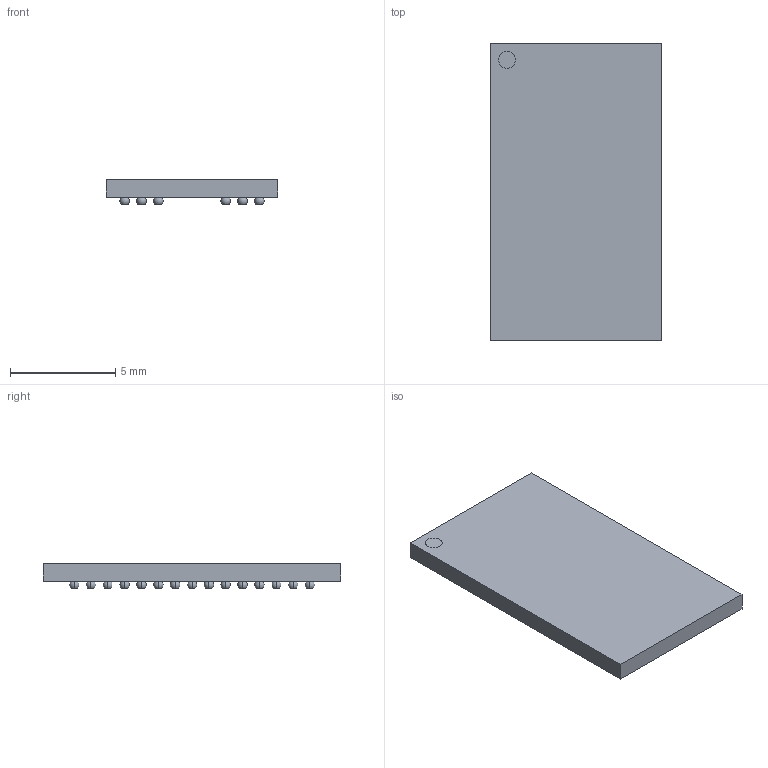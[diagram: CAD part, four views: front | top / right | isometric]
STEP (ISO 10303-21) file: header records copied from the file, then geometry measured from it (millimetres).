
FILE_DESCRIPTION((''),'2;1');
FILE_NAME('BGA84C80P9X15_1400X800X120.stp','2009-07-09T16:00:16',(''),(''),'Mechanical Desktop 2006','Mechanical Desktop 2006',', , ');
FILE_SCHEMA(('AUTOMOTIVE_DESIGN { 1 2 10303 214 0 1 1 1 }'));
Length unit declared in the file: millimetre
Products named in the file (1): Product
Bounding box: 8.15 x 14.15 x 1.2 mm (x, y, z)
Volume: 101.8 mm3; surface area: 322.2 mm2
Topology: 86 solids, 86 shells, 349 faces, 696 edges, 520 vertices
Faces by surface type: plane 177, sphere 168, cylinder 4
Entity records: 9708 total; most frequent: DIRECTION 2076, CARTESIAN_POINT 1566, ORIENTED_EDGE 1392, AXIS2_PLACEMENT_3D 1030, EDGE_CURVE 696, CIRCLE 680, VERTEX_POINT 520, EDGE_LOOP 350
